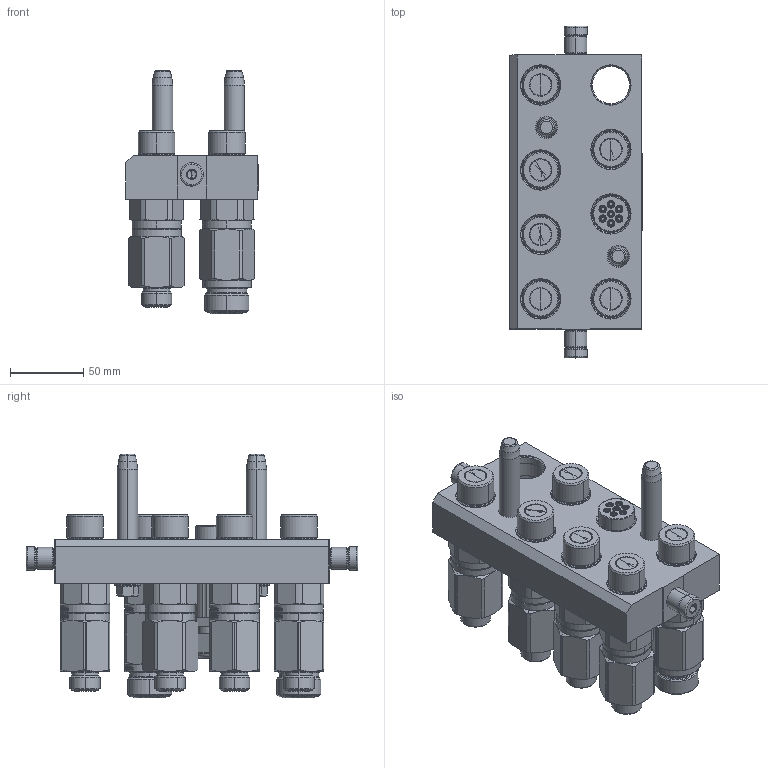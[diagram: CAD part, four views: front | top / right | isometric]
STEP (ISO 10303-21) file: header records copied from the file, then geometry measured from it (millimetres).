
FILE_DESCRIPTION (( 'STEP AP214' ), '1' );
FILE_NAME ('FASTER.step', '2024-11-20T13:25:41', ( '' ), ( '' ), 'SwSTEP 2.0', 'SolidWorks 2017', '' );
FILE_SCHEMA (( 'AUTOMOTIVE_DESIGN' ));
Length unit declared in the file: millimetre
Products named in the file (15): 3ffnp1211_34sm; 1540_080_0008_000; 4830_044_0000_000; 3ffnp1211_12sm; 4830_028_1000_011; 4830_013_3000_030; corspel08-7_m; FASTER; P808_M_BASE; et002; 4830_021_1000_000; conn_7p_m; 4850_010_0000_020
Assembly tree (24 placements, depth 3):
  FASTER
    P808_M_BASE
      4850_010_0000_020
      4830_021_1000_000  x2
      1540_080_0008_000  x2
      4830_013_3000_030  x2
      4830_028_1000_011  x2
    3ffnp1211_12sm  x4
      3ffnp1211_12sm
    3ffnp1211_34sm  x2
      3ffnp1211_34sm
    conn_7p_m
      4830_044_0000_000  x3
      corspel08-7_m
    et002
Bounding box: 90.3 x 226.6 x 166.03 mm (x, y, z)
Volume: 2473.8 mm3; surface area: 205308.2 mm2
Topology: 3 solids, 94 shells, 3329 faces, 9884 edges, 6489 vertices
Faces by surface type: plane 1780, cylinder 607, cone 516, torus 222, bspline 198, sphere 6
Entity records: 80616 total; most frequent: CARTESIAN_POINT 20494, ORIENTED_EDGE 10707, DIRECTION 10094, EDGE_CURVE 5717, VECTOR 3758, LINE 3758, VERTEX_POINT 3745, AXIS2_PLACEMENT_3D 3168
